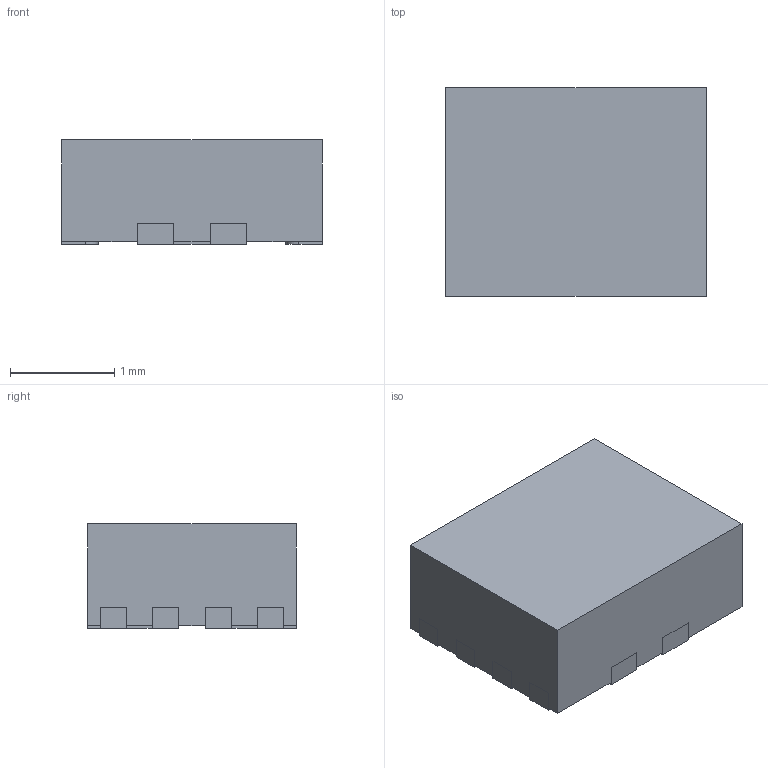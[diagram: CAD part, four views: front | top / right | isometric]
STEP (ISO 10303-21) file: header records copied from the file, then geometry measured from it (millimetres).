
FILE_DESCRIPTION((''),'2;1');
FILE_NAME('RNR0011A_ASM','2016-06-28T',('a0412025'),(''),'CREO PARAMETRIC BY PTC INC, 2016050','CREO PARAMETRIC BY PTC INC, 2016050','');
FILE_SCHEMA(('AUTOMOTIVE_DESIGN { 1 0 10303 214 1 1 1 1 }'));
Length unit declared in the file: millimetre
Products named in the file (4): FRAME-RNR0011A; BODY-QFN; PIN1-ID; RNR0011A_ASM
Assembly tree (3 placements, depth 2):
  RNR0011A_ASM
    FRAME-RNR0011A
    BODY-QFN
    PIN1-ID
Bounding box: 2.5 x 2 x 1 mm (x, y, z)
Volume: 4.9 mm3; surface area: 28 mm2
Topology: 12 solids, 12 shells, 124 faces, 300 edges, 200 vertices
Faces by surface type: plane 110, cylinder 14
Entity records: 5185 total; most frequent: CARTESIAN_POINT 638, ORIENTED_EDGE 600, DIRECTION 590, PRESENTATION_STYLE_ASSIGNMENT 323, STYLED_ITEM 312, CURVE_STYLE 300, EDGE_CURVE 300, VECTOR 272
